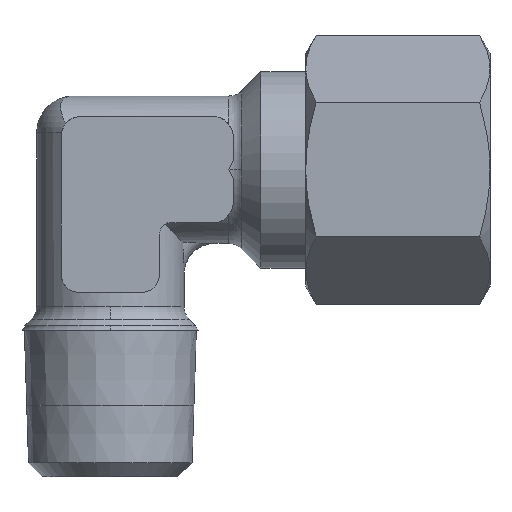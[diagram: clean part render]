
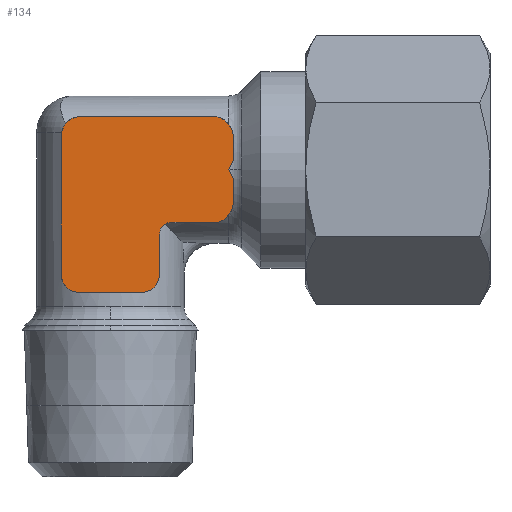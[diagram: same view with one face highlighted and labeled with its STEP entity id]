
A CAD part, top view. The second image highlights one B-rep face of the part: STEP entity #134.
In plain terms, the highlighted planar face has unit normal (0, 0, 1).
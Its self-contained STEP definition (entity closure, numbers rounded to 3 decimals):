
#134=ADVANCED_FACE('',(#333),#334,.T.);
#333=FACE_OUTER_BOUND('',#555,.T.);
#334=PLANE('',#556);
#555=EDGE_LOOP('',(#1283,#1284,#1285,#1286,#1287,#1288,#1289,#1290,#1291,#1292,#1293,#1294,#1295,#1296,#1297,#1298,#1299,#1300,#1301,#1302));
#556=AXIS2_PLACEMENT_3D('',#1303,#1304,#1305);
#1283=ORIENTED_EDGE('',*,*,#1529,.F.);
#1284=ORIENTED_EDGE('',*,*,#1736,.F.);
#1285=ORIENTED_EDGE('',*,*,#1724,.F.);
#1286=ORIENTED_EDGE('',*,*,#1704,.F.);
#1287=ORIENTED_EDGE('',*,*,#1547,.F.);
#1288=ORIENTED_EDGE('',*,*,#1695,.F.);
#1289=ORIENTED_EDGE('',*,*,#1681,.F.);
#1290=ORIENTED_EDGE('',*,*,#1735,.F.);
#1291=ORIENTED_EDGE('',*,*,#1733,.F.);
#1292=ORIENTED_EDGE('',*,*,#1721,.F.);
#1293=ORIENTED_EDGE('',*,*,#1732,.F.);
#1294=ORIENTED_EDGE('',*,*,#1730,.F.);
#1295=ORIENTED_EDGE('',*,*,#1728,.F.);
#1296=ORIENTED_EDGE('',*,*,#1541,.F.);
#1297=ORIENTED_EDGE('',*,*,#1727,.F.);
#1298=ORIENTED_EDGE('',*,*,#1725,.F.);
#1299=ORIENTED_EDGE('',*,*,#1691,.F.);
#1300=ORIENTED_EDGE('',*,*,#1700,.F.);
#1301=ORIENTED_EDGE('',*,*,#1555,.F.);
#1302=ORIENTED_EDGE('',*,*,#1714,.F.);
#1303=CARTESIAN_POINT('',(2.321,22.824,6.0));
#1304=DIRECTION('',(0.0,0.0,1.0));
#1305=DIRECTION('',(1.0,0.0,0.0));
#1529=EDGE_CURVE('',#1851,#1853,#1854,.T.);
#1541=EDGE_CURVE('',#1873,#1876,#1877,.T.);
#1547=EDGE_CURVE('',#1885,#1882,#1887,.T.);
#1555=EDGE_CURVE('',#1900,#1898,#1902,.T.);
#1681=EDGE_CURVE('',#2104,#2106,#2107,.T.);
#1691=EDGE_CURVE('',#2122,#2124,#2125,.T.);
#1695=EDGE_CURVE('',#2106,#1885,#2129,.T.);
#1700=EDGE_CURVE('',#1898,#2122,#2134,.T.);
#1704=EDGE_CURVE('',#1882,#2140,#2141,.T.);
#1714=EDGE_CURVE('',#1853,#1900,#2155,.T.);
#1721=EDGE_CURVE('',#2023,#2164,#2165,.T.);
#1724=EDGE_CURVE('',#2140,#2167,#2169,.T.);
#1725=EDGE_CURVE('',#2124,#2170,#2171,.T.);
#1727=EDGE_CURVE('',#2170,#1873,#2173,.T.);
#1728=EDGE_CURVE('',#1876,#2174,#2175,.T.);
#1730=EDGE_CURVE('',#2174,#2177,#2178,.T.);
#1732=EDGE_CURVE('',#2177,#2023,#2180,.T.);
#1733=EDGE_CURVE('',#2164,#2181,#2182,.T.);
#1735=EDGE_CURVE('',#2181,#2104,#2184,.T.);
#1736=EDGE_CURVE('',#2167,#1851,#2185,.T.);
#1851=VERTEX_POINT('',#2405);
#1853=VERTEX_POINT('',#2407);
#1854=B_SPLINE_CURVE_WITH_KNOTS('',3,(#2408,#2409,#2410,#2411,#2412,#2413),.UNSPECIFIED.,.F.,.F.,(4,2,4),(0.0,0.004,2.278),.UNSPECIFIED.);
#1873=VERTEX_POINT('',#2509);
#1876=VERTEX_POINT('',#2513);
#1877=CIRCLE('',#2514,0.967);
#1882=VERTEX_POINT('',#2533);
#1885=VERTEX_POINT('',#2556);
#1887=CIRCLE('',#2559,1.687);
#1898=VERTEX_POINT('',#2598);
#1900=VERTEX_POINT('',#2601);
#1902=CIRCLE('',#2604,1.687);
#2023=VERTEX_POINT('',#3040);
#2104=VERTEX_POINT('',#3397);
#2106=VERTEX_POINT('',#3400);
#2107=CIRCLE('',#3401,1.613);
#2122=VERTEX_POINT('',#3423);
#2124=VERTEX_POINT('',#3426);
#2125=LINE('',#3427,#3428);
#2129=LINE('',#3435,#3436);
#2134=CIRCLE('',#3465,1.687);
#2140=VERTEX_POINT('',#3489);
#2141=CIRCLE('',#3490,1.687);
#2155=LINE('',#3530,#3531);
#2164=VERTEX_POINT('',#3544);
#2165=LINE('',#3545,#3546);
#2167=VERTEX_POINT('',#3549);
#2169=LINE('',#3551,#3552);
#2170=VERTEX_POINT('',#3553);
#2171=LINE('',#3554,#3555);
#2173=CIRCLE('',#3558,0.967);
#2174=VERTEX_POINT('',#3559);
#2175=LINE('',#3560,#3561);
#2177=VERTEX_POINT('',#3564);
#2178=CIRCLE('',#3565,1.5);
#2180=LINE('',#3568,#3569);
#2181=VERTEX_POINT('',#3570);
#2182=CIRCLE('',#3571,1.5);
#2184=LINE('',#3574,#3575);
#2185=B_SPLINE_CURVE_WITH_KNOTS('',3,(#3576,#3577,#3578,#3579,#3580,#3581),.UNSPECIFIED.,.F.,.F.,(4,2,4),(12.406,14.68,14.684),.UNSPECIFIED.);
#2405=CARTESIAN_POINT('',(9.629,25.0,6.0));
#2407=CARTESIAN_POINT('',(10.0,24.25,6.0));
#2408=CARTESIAN_POINT('',(9.629,25.0,6.0));
#2409=CARTESIAN_POINT('',(9.629,24.999,6.0));
#2410=CARTESIAN_POINT('',(9.63,24.997,6.0));
#2411=CARTESIAN_POINT('',(9.97,24.318,6.0));
#2412=CARTESIAN_POINT('',(10.345,23.573,6.0));
#2413=CARTESIAN_POINT('',(10.635,22.809,6.0));
#2509=CARTESIAN_POINT('',(4.,19.742,6.0));
#2513=CARTESIAN_POINT('',(4.,19.719,6.0));
#2514=AXIS2_PLACEMENT_3D('',#3736,#3737,#3738);
#2533=CARTESIAN_POINT('',(10.002,27.648,6.0));
#2556=CARTESIAN_POINT('',(8.5,29.325,6.0));
#2559=AXIS2_PLACEMENT_3D('',#3742,#3743,#3744);
#2598=CARTESIAN_POINT('',(10.002,22.352,6.0));
#2601=CARTESIAN_POINT('',(10.0,22.43,6.0));
#2604=AXIS2_PLACEMENT_3D('',#3752,#3753,#3754);
#3040=CARTESIAN_POINT('',(0.0,15.,6.0));
#3397=CARTESIAN_POINT('',(-4.0,27.746,6.0));
#3400=CARTESIAN_POINT('',(-2.5,29.325,6.0));
#3401=AXIS2_PLACEMENT_3D('',#3927,#3928,#3929);
#3423=CARTESIAN_POINT('',(8.5,20.675,6.0));
#3426=CARTESIAN_POINT('',(6.127,20.675,6.0));
#3427=CARTESIAN_POINT('',(6.127,20.675,6.0));
#3428=VECTOR('',#3941,1.0);
#3435=CARTESIAN_POINT('',(-2.5,29.325,6.0));
#3436=VECTOR('',#3945,1.0);
#3465=AXIS2_PLACEMENT_3D('',#3952,#3953,#3954);
#3489=CARTESIAN_POINT('',(10.0,27.57,6.0));
#3490=AXIS2_PLACEMENT_3D('',#3959,#3960,#3961);
#3530=CARTESIAN_POINT('',(10.0,27.57,6.0));
#3531=VECTOR('',#3972,1.0);
#3544=CARTESIAN_POINT('',(-2.5,15.,6.0));
#3545=CARTESIAN_POINT('',(-2.5,15.,6.0));
#3546=VECTOR('',#3983,1.0);
#3549=CARTESIAN_POINT('',(10.0,25.75,6.0));
#3551=CARTESIAN_POINT('',(10.0,27.57,6.0));
#3552=VECTOR('',#3988,1.0);
#3553=CARTESIAN_POINT('',(5.,20.709,6.0));
#3554=CARTESIAN_POINT('',(5.,20.709,6.0));
#3555=VECTOR('',#3989,1.0);
#3558=AXIS2_PLACEMENT_3D('',#3991,#3992,#3993);
#3559=CARTESIAN_POINT('',(4.0,16.5,6.0));
#3560=CARTESIAN_POINT('',(4.,19.719,6.0));
#3561=VECTOR('',#3994,1.0);
#3564=CARTESIAN_POINT('',(2.5,15.,6.0));
#3565=AXIS2_PLACEMENT_3D('',#3996,#3997,#3998);
#3568=CARTESIAN_POINT('',(-2.5,15.,6.0));
#3569=VECTOR('',#4000,1.0);
#3570=CARTESIAN_POINT('',(-4.0,16.5,6.0));
#3571=AXIS2_PLACEMENT_3D('',#4001,#4002,#4003);
#3574=CARTESIAN_POINT('',(-4.0,16.5,6.0));
#3575=VECTOR('',#4005,1.0);
#3576=CARTESIAN_POINT('',(10.635,27.191,6.0));
#3577=CARTESIAN_POINT('',(10.345,26.427,6.0));
#3578=CARTESIAN_POINT('',(9.97,25.682,6.0));
#3579=CARTESIAN_POINT('',(9.63,25.003,6.0));
#3580=CARTESIAN_POINT('',(9.629,25.001,6.0));
#3581=CARTESIAN_POINT('',(9.629,25.0,6.0));
#3736=CARTESIAN_POINT('',(4.967,19.742,6.0));
#3737=DIRECTION('',(0.0,0.0,1.0));
#3738=DIRECTION('',(1.0,0.0,0.0));
#3742=CARTESIAN_POINT('',(8.315,27.648,6.0));
#3743=DIRECTION('',(0.0,0.0,-1.0));
#3744=DIRECTION('',(1.0,0.0,0.0));
#3752=CARTESIAN_POINT('',(8.315,22.352,6.0));
#3753=DIRECTION('',(0.0,0.0,-1.0));
#3754=DIRECTION('',(1.0,0.0,0.0));
#3927=CARTESIAN_POINT('',(-2.388,27.716,6.0));
#3928=DIRECTION('',(0.0,0.0,-1.0));
#3929=DIRECTION('',(1.0,0.0,0.0));
#3941=DIRECTION('',(-1.0,-0.0,-0.0));
#3945=DIRECTION('',(1.0,0.0,0.0));
#3952=CARTESIAN_POINT('',(8.315,22.352,6.0));
#3953=DIRECTION('',(0.0,0.0,-1.0));
#3954=DIRECTION('',(1.0,0.0,0.0));
#3959=CARTESIAN_POINT('',(8.315,27.648,6.0));
#3960=DIRECTION('',(0.0,0.0,-1.0));
#3961=DIRECTION('',(1.0,0.0,0.0));
#3972=DIRECTION('',(0.0,-1.0,0.0));
#3983=DIRECTION('',(-1.0,-0.0,-0.0));
#3988=DIRECTION('',(0.0,-1.0,0.0));
#3989=DIRECTION('',(-1.,0.03,0.0));
#3991=CARTESIAN_POINT('',(4.967,19.742,6.0));
#3992=DIRECTION('',(0.0,0.0,1.0));
#3993=DIRECTION('',(1.0,0.0,0.0));
#3994=DIRECTION('',(0.,-1.0,0.0));
#3996=CARTESIAN_POINT('',(2.5,16.5,6.0));
#3997=DIRECTION('',(0.0,0.0,-1.0));
#3998=DIRECTION('',(1.0,0.0,0.0));
#4000=DIRECTION('',(-1.0,-0.0,-0.0));
#4001=CARTESIAN_POINT('',(-2.5,16.5,6.0));
#4002=DIRECTION('',(0.0,0.0,-1.0));
#4003=DIRECTION('',(1.0,0.0,0.0));
#4005=DIRECTION('',(0.0,1.0,0.0));
